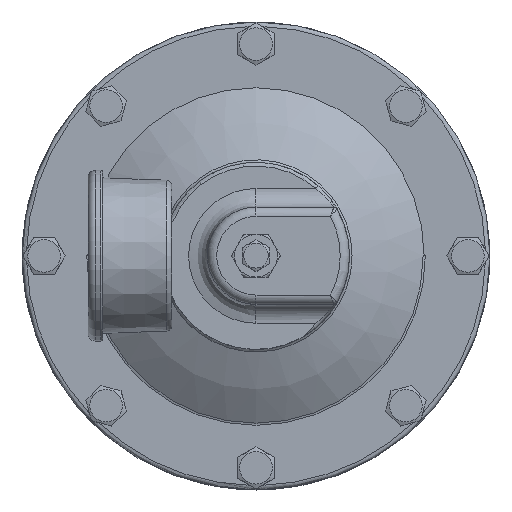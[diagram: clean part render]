
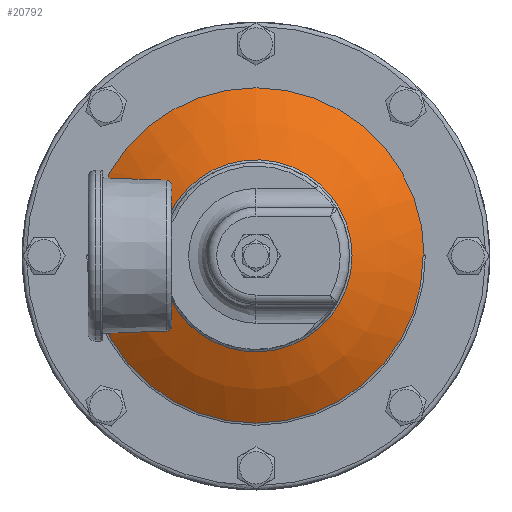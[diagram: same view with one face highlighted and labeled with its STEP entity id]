
A CAD part, top view. The second image highlights one B-rep face of the part: STEP entity #20792.
In plain terms, the highlighted spherical face has radius 97.028 mm.
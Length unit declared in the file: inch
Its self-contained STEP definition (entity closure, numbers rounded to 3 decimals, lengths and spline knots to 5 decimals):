
#5806=CARTESIAN_POINT('',(-0.97983,-32.19814,7.39784));
#5807=VERTEX_POINT('',#5806);
#5814=CARTESIAN_POINT('',(3.51207,-32.19814,7.39784));
#5815=VERTEX_POINT('',#5814);
#5816=CARTESIAN_POINT('',(1.26612,-32.19814,7.39784));
#5817=DIRECTION('',(0.0,0.0,1.0));
#5818=DIRECTION('',(1.0,0.0,0.0));
#5819=AXIS2_PLACEMENT_3D('',#5816,#5817,#5818);
#5820=CIRCLE('',#5819,2.24595);
#5821=EDGE_CURVE('',#5815,#5807,#5820,.T.);
#20683=CARTESIAN_POINT('',(1.26612,-32.19814,4.30784));
#20684=DIRECTION('',(0.0,0.0,1.0));
#20685=DIRECTION('',(1.0,0.0,0.0));
#20686=AXIS2_PLACEMENT_3D('',#20683,#20684,#20685);
#20687=SPHERICAL_SURFACE('',#20686,3.82);
#20688=CARTESIAN_POINT('',(3.49904,-32.19814,7.40727));
#20689=VERTEX_POINT('',#20688);
#20690=CARTESIAN_POINT('',(-0.9668,-32.19814,7.40727));
#20691=VERTEX_POINT('',#20690);
#20692=CARTESIAN_POINT('',(1.26612,-32.19814,7.40727));
#20693=DIRECTION('',(0.0,0.0,-1.0));
#20694=DIRECTION('',(0.0,-1.0,0.0));
#20695=AXIS2_PLACEMENT_3D('',#20692,#20693,#20694);
#20696=CIRCLE('',#20695,2.23292);
#20697=EDGE_CURVE('',#20689,#20691,#20696,.T.);
#20698=ORIENTED_EDGE('',*,*,#20697,.F.);
#20699=CARTESIAN_POINT('',(1.26612,-32.19814,4.30784));
#20700=DIRECTION('',(0.0,-1.0,0.0));
#20701=DIRECTION('',(0.0,0.0,-1.0));
#20702=AXIS2_PLACEMENT_3D('',#20699,#20700,#20701);
#20703=CIRCLE('',#20702,3.82);
#20704=EDGE_CURVE('',#5815,#20689,#20703,.T.);
#20705=ORIENTED_EDGE('',*,*,#20704,.F.);
#20706=ORIENTED_EDGE('',*,*,#5821,.T.);
#20707=CARTESIAN_POINT('',(1.26612,-32.19814,4.30784));
#20708=DIRECTION('',(0.0,1.0,0.0));
#20709=DIRECTION('',(-0.467,0.0,0.884));
#20710=AXIS2_PLACEMENT_3D('',#20707,#20708,#20709);
#20711=CIRCLE('',#20710,3.82);
#20712=EDGE_CURVE('',#5807,#20691,#20711,.T.);
#20713=ORIENTED_EDGE('',*,*,#20712,.T.);
#20714=EDGE_LOOP('',(#20698,#20705,#20706,#20713));
#20715=FACE_OUTER_BOUND('',#20714,.T.);
#20716=CARTESIAN_POINT('',(-0.01337,-31.69387,7.87169));
#20717=VERTEX_POINT('',#20716);
#20718=CARTESIAN_POINT('',(-0.75739,-32.19814,7.54787));
#20719=VERTEX_POINT('',#20718);
#20720=CARTESIAN_POINT('',(-0.01337,-31.69387,7.87169));
#20721=CARTESIAN_POINT('',(-0.04535,-31.68112,7.8584));
#20722=CARTESIAN_POINT('',(-0.07853,-31.67144,7.84454));
#20723=CARTESIAN_POINT('',(-0.11204,-31.665,7.83046));
#20724=CARTESIAN_POINT('',(-0.15007,-31.65769,7.81447));
#20725=CARTESIAN_POINT('',(-0.18834,-31.65451,7.79828));
#20726=CARTESIAN_POINT('',(-0.22684,-31.65538,7.78187));
#20727=CARTESIAN_POINT('',(-0.28583,-31.65673,7.75673));
#20728=CARTESIAN_POINT('',(-0.34472,-31.66779,7.73135));
#20729=CARTESIAN_POINT('',(-0.40021,-31.688,7.70718));
#20730=CARTESIAN_POINT('',(-0.48359,-31.71835,7.67086));
#20731=CARTESIAN_POINT('',(-0.56085,-31.76995,7.63659));
#20732=CARTESIAN_POINT('',(-0.62203,-31.83945,7.60915));
#20733=CARTESIAN_POINT('',(-0.70645,-31.93537,7.57128));
#20734=CARTESIAN_POINT('',(-0.75739,-32.06608,7.54787));
#20735=CARTESIAN_POINT('',(-0.75739,-32.19814,7.54787));
#20736=B_SPLINE_CURVE_WITH_KNOTS('',3,(#20720,#20721,#20722,#20723,#20724,#20725,#20726,#20727,#20728,#20729,#20730,#20731,#20732,#20733,#20734,#20735),.UNSPECIFIED.,.F.,.U.,(4,3,3,3,3,4),(0.12494,0.23629,0.36265,0.55624,0.84711,1.24854),.UNSPECIFIED.);
#20737=EDGE_CURVE('',#20717,#20719,#20736,.T.);
#20738=ORIENTED_EDGE('',*,*,#20737,.F.);
#20739=CARTESIAN_POINT('',(0.09896,-31.6649,7.90586));
#20740=VERTEX_POINT('',#20739);
#20741=CARTESIAN_POINT('',(1.06437,-31.41591,4.30784));
#20742=DIRECTION('',(0.25,-0.968,0.0));
#20743=DIRECTION('',(-0.276,-0.071,0.959));
#20744=AXIS2_PLACEMENT_3D('',#20741,#20742,#20743);
#20745=CIRCLE('',#20744,3.73361);
#20746=EDGE_CURVE('',#20740,#20717,#20745,.T.);
#20747=ORIENTED_EDGE('',*,*,#20746,.F.);
#20748=CARTESIAN_POINT('',(0.09896,-32.73137,7.90586));
#20749=VERTEX_POINT('',#20748);
#20750=CARTESIAN_POINT('',(1.26612,-32.19814,7.90586));
#20751=DIRECTION('',(0.0,0.0,1.));
#20752=DIRECTION('',(0.203,0.979,0.0));
#20753=AXIS2_PLACEMENT_3D('',#20750,#20751,#20752);
#20754=CIRCLE('',#20753,1.2832);
#20755=EDGE_CURVE('',#20749,#20740,#20754,.T.);
#20756=ORIENTED_EDGE('',*,*,#20755,.F.);
#20757=CARTESIAN_POINT('',(-0.10033,-32.67997,7.84239));
#20758=VERTEX_POINT('',#20757);
#20759=CARTESIAN_POINT('',(1.06437,-32.98037,4.30784));
#20760=DIRECTION('',(0.25,0.968,0.0));
#20761=DIRECTION('',(-0.281,0.072,0.957));
#20762=AXIS2_PLACEMENT_3D('',#20759,#20760,#20761);
#20763=CIRCLE('',#20762,3.73361);
#20764=EDGE_CURVE('',#20758,#20749,#20763,.T.);
#20765=ORIENTED_EDGE('',*,*,#20764,.F.);
#20766=CARTESIAN_POINT('',(-0.73388,-32.19814,7.56244));
#20767=VERTEX_POINT('',#20766);
#20768=CARTESIAN_POINT('',(-0.73388,-32.19814,7.56244));
#20769=CARTESIAN_POINT('',(-0.73388,-32.2607,7.56244));
#20770=CARTESIAN_POINT('',(-0.72139,-32.32694,7.56821));
#20771=CARTESIAN_POINT('',(-0.67198,-32.44779,7.59086));
#20772=CARTESIAN_POINT('',(-0.6351,-32.50241,7.6077));
#20773=CARTESIAN_POINT('',(-0.54795,-32.59271,7.64709));
#20774=CARTESIAN_POINT('',(-0.49034,-32.63271,7.67292));
#20775=CARTESIAN_POINT('',(-0.36497,-32.68542,7.72835));
#20776=CARTESIAN_POINT('',(-0.29721,-32.69814,7.75793));
#20777=CARTESIAN_POINT('',(-0.19054,-32.69814,7.80394));
#20778=CARTESIAN_POINT('',(-0.14495,-32.69234,7.82345));
#20779=CARTESIAN_POINT('',(-0.10033,-32.67997,7.84239));
#20780=B_SPLINE_CURVE_WITH_KNOTS('',3,(#20768,#20769,#20770,#20771,#20772,#20773,#20774,#20775,#20776,#20777,#20778,#20779),.UNSPECIFIED.,.F.,.U.,(4,2,2,2,2,4),(0.0,0.4767,0.95339,1.47899,2.00459,2.3642),.UNSPECIFIED.);
#20781=EDGE_CURVE('',#20767,#20758,#20780,.T.);
#20782=ORIENTED_EDGE('',*,*,#20781,.F.);
#20783=CARTESIAN_POINT('',(1.26612,-32.19814,4.30784));
#20784=DIRECTION('',(0.0,1.0,0.0));
#20785=DIRECTION('',(0.0,0.0,1.0));
#20786=AXIS2_PLACEMENT_3D('',#20783,#20784,#20785);
#20787=CIRCLE('',#20786,3.82);
#20788=EDGE_CURVE('',#20719,#20767,#20787,.T.);
#20789=ORIENTED_EDGE('',*,*,#20788,.F.);
#20790=EDGE_LOOP('',(#20738,#20747,#20756,#20765,#20782,#20789));
#20791=FACE_BOUND('',#20790,.T.);
#20792=ADVANCED_FACE('',(#20715,#20791),#20687,.T.);
